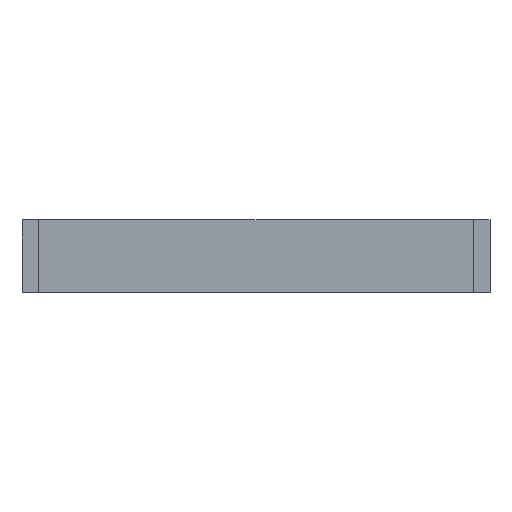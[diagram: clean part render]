
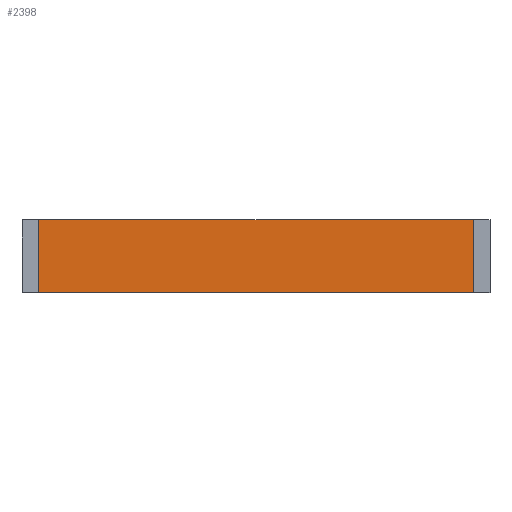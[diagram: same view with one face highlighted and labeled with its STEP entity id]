
A CAD part, top view. The second image highlights one B-rep face of the part: STEP entity #2398.
In plain terms, the highlighted planar face has unit normal (0, 0, 1).
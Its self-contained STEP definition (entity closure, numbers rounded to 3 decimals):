
#658 = LINE ( 'NONE', #8878, #11922 ) ;
#916 = EDGE_CURVE ( 'NONE', #2853, #2182, #9924, .T. ) ;
#1577 = DIRECTION ( 'NONE',  ( 0., -1., 0. ) ) ;
#2182 = VERTEX_POINT ( 'NONE', #6516 ) ;
#2398 = ADVANCED_FACE ( 'NONE', ( #3321 ), #10707, .T. ) ;
#2613 = VECTOR ( 'NONE', #14842, 1000. ) ;
#2794 = VECTOR ( 'NONE', #1577, 1000. ) ;
#2853 = VERTEX_POINT ( 'NONE', #4554 ) ;
#3321 = FACE_OUTER_BOUND ( 'NONE', #7587, .T. ) ;
#4086 = ORIENTED_EDGE ( 'NONE', *, *, #6606, .F. ) ;
#4103 = VECTOR ( 'NONE', #8366, 1000. ) ;
#4169 = ORIENTED_EDGE ( 'NONE', *, *, #916, .T. ) ;
#4305 = ORIENTED_EDGE ( 'NONE', *, *, #14133, .F. ) ;
#4432 = CARTESIAN_POINT ( 'NONE',  ( -11.3, -3.02, 8.325 ) ) ;
#4554 = CARTESIAN_POINT ( 'NONE',  ( -10.5, -3.02, 8.325 ) ) ;
#5047 = CARTESIAN_POINT ( 'NONE',  ( 10.5, 0.48, 8.325 ) ) ;
#6265 = LINE ( 'NONE', #13559, #2794 ) ;
#6428 = AXIS2_PLACEMENT_3D ( 'NONE', #4432, #13171, #8160 ) ;
#6516 = CARTESIAN_POINT ( 'NONE',  ( 10.5, -3.02, 8.325 ) ) ;
#6606 = EDGE_CURVE ( 'NONE', #13625, #15103, #11864, .T. ) ;
#7587 = EDGE_LOOP ( 'NONE', ( #4169, #4305, #4086, #10084 ) ) ;
#8160 = DIRECTION ( 'NONE',  ( 1., 0., 0. ) ) ;
#8366 = DIRECTION ( 'NONE',  ( 1., 0., 0. ) ) ;
#8878 = CARTESIAN_POINT ( 'NONE',  ( 10.5, 0.48, 8.325 ) ) ;
#9035 = DIRECTION ( 'NONE',  ( 0., -1., 0. ) ) ;
#9410 = CARTESIAN_POINT ( 'NONE',  ( -11.3, 0.48, 8.325 ) ) ;
#9924 = LINE ( 'NONE', #11281, #2613 ) ;
#10084 = ORIENTED_EDGE ( 'NONE', *, *, #10730, .T. ) ;
#10594 = CARTESIAN_POINT ( 'NONE',  ( -10.5, 0.48, 8.325 ) ) ;
#10707 = PLANE ( 'NONE',  #6428 ) ;
#10730 = EDGE_CURVE ( 'NONE', #13625, #2853, #6265, .T. ) ;
#11281 = CARTESIAN_POINT ( 'NONE',  ( -11.3, -3.02, 8.325 ) ) ;
#11864 = LINE ( 'NONE', #9410, #4103 ) ;
#11922 = VECTOR ( 'NONE', #9035, 1000. ) ;
#13171 = DIRECTION ( 'NONE',  ( 0., 0., 1. ) ) ;
#13559 = CARTESIAN_POINT ( 'NONE',  ( -10.5, 0.48, 8.325 ) ) ;
#13625 = VERTEX_POINT ( 'NONE', #10594 ) ;
#14133 = EDGE_CURVE ( 'NONE', #15103, #2182, #658, .T. ) ;
#14842 = DIRECTION ( 'NONE',  ( 1., 0., 0. ) ) ;
#15103 = VERTEX_POINT ( 'NONE', #5047 ) ;
